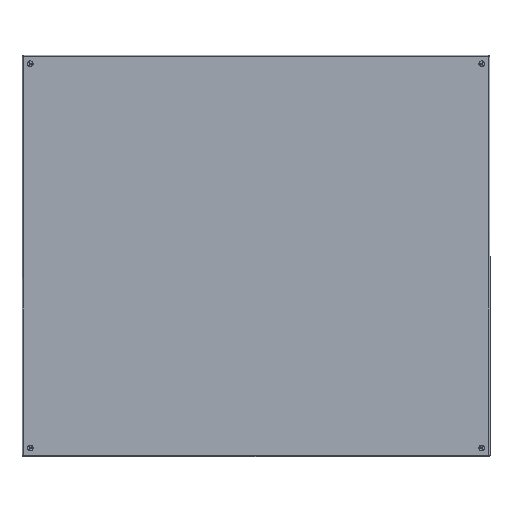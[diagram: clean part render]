
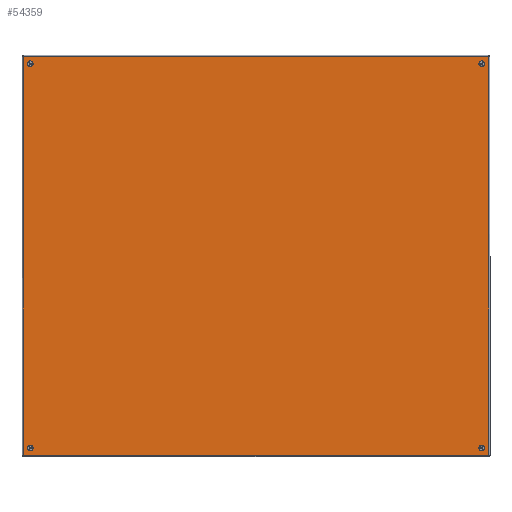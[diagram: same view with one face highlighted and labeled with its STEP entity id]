
A CAD part, top view. The second image highlights one B-rep face of the part: STEP entity #54359.
In plain terms, the highlighted face is planar.
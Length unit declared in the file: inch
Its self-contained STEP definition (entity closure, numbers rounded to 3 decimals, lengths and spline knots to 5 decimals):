
#3057 = DIRECTION ( 'NONE',  ( 0., 1., 0. ) ) ;
#3358 = CIRCLE ( 'NONE', #69290, 0.25 ) ;
#4781 = CARTESIAN_POINT ( 'NONE',  ( 0., 41.25, 17.25 ) ) ;
#6276 = CIRCLE ( 'NONE', #74298, 0.25 ) ;
#8620 = VERTEX_POINT ( 'NONE', #19573 ) ;
#9653 = CARTESIAN_POINT ( 'NONE',  ( 0., 0.5, -17.25 ) ) ;
#10066 = CARTESIAN_POINT ( 'NONE',  ( 0., 0.5, 17.25 ) ) ;
#11538 = CIRCLE ( 'NONE', #79638, 0.25 ) ;
#11785 = DIRECTION ( 'NONE',  ( 1., 0., 0. ) ) ;
#11803 = ORIENTED_EDGE ( 'NONE', *, *, #82587, .T. ) ;
#12861 = EDGE_CURVE ( 'NONE', #8620, #21053, #42861, .T. ) ;
#13542 = EDGE_CURVE ( 'NONE', #109515, #70828, #107801, .T. ) ;
#13593 = EDGE_LOOP ( 'NONE', ( #33762, #33710, #104261, #11803 ) ) ;
#15160 = EDGE_CURVE ( 'NONE', #21053, #8620, #61186, .T. ) ;
#17083 = DIRECTION ( 'NONE',  ( 1., 0., 0. ) ) ;
#17382 = EDGE_CURVE ( 'NONE', #109273, #64925, #6276, .T. ) ;
#17814 = VERTEX_POINT ( 'NONE', #88952 ) ;
#18216 = DIRECTION ( 'NONE',  ( 0., 0., 1. ) ) ;
#19573 = CARTESIAN_POINT ( 'NONE',  ( 0., 1., 17.25 ) ) ;
#19730 = DIRECTION ( 'NONE',  ( 0., 1., 0. ) ) ;
#20275 = ORIENTED_EDGE ( 'NONE', *, *, #70209, .T. ) ;
#20489 = DIRECTION ( 'NONE',  ( 1., 0., 0. ) ) ;
#21053 = VERTEX_POINT ( 'NONE', #10066 ) ;
#21079 = VECTOR ( 'NONE', #18216, 39.37008 ) ;
#22272 = CARTESIAN_POINT ( 'NONE',  ( 0., 0.75, 17.25 ) ) ;
#23207 = CIRCLE ( 'NONE', #116711, 0.25 ) ;
#25189 = CARTESIAN_POINT ( 'NONE',  ( 0., 41.5, -17.25 ) ) ;
#32105 = AXIS2_PLACEMENT_3D ( 'NONE', #35229, #98013, #80395 ) ;
#32127 = VERTEX_POINT ( 'NONE', #93864 ) ;
#32254 = DIRECTION ( 'NONE',  ( 0., 1., 0. ) ) ;
#33710 = ORIENTED_EDGE ( 'NONE', *, *, #63538, .T. ) ;
#33762 = ORIENTED_EDGE ( 'NONE', *, *, #44997, .T. ) ;
#35229 = CARTESIAN_POINT ( 'NONE',  ( 0., 41.25, 17.25 ) ) ;
#36599 = ORIENTED_EDGE ( 'NONE', *, *, #15160, .T. ) ;
#36774 = DIRECTION ( 'NONE',  ( 0., -1., 0. ) ) ;
#37536 = AXIS2_PLACEMENT_3D ( 'NONE', #79211, #115172, #32254 ) ;
#38620 = AXIS2_PLACEMENT_3D ( 'NONE', #97340, #107115, #97949 ) ;
#40811 = VERTEX_POINT ( 'NONE', #112184 ) ;
#41838 = DIRECTION ( 'NONE',  ( 0., 1., 0. ) ) ;
#42861 = CIRCLE ( 'NONE', #97308, 0.25 ) ;
#44997 = EDGE_CURVE ( 'NONE', #17814, #32127, #97143, .T. ) ;
#46549 = LINE ( 'NONE', #73382, #64347 ) ;
#48098 = ORIENTED_EDGE ( 'NONE', *, *, #73778, .T. ) ;
#48469 = DIRECTION ( 'NONE',  ( 0., 1., 0. ) ) ;
#48621 = VECTOR ( 'NONE', #19730, 39.37008 ) ;
#49292 = FACE_BOUND ( 'NONE', #56869, .T. ) ;
#51596 = EDGE_CURVE ( 'NONE', #90580, #40811, #23207, .T. ) ;
#51737 = ORIENTED_EDGE ( 'NONE', *, *, #17382, .T. ) ;
#54359 = ADVANCED_FACE ( 'NONE', ( #59668, #96219, #49292, #86538, #105980 ), #69957, .T. ) ;
#56869 = EDGE_LOOP ( 'NONE', ( #57776, #57818 ) ) ;
#57776 = ORIENTED_EDGE ( 'NONE', *, *, #112546, .T. ) ;
#57778 = EDGE_CURVE ( 'NONE', #118895, #106003, #117976, .T. ) ;
#57818 = ORIENTED_EDGE ( 'NONE', *, *, #51596, .T. ) ;
#58795 = CARTESIAN_POINT ( 'NONE',  ( 0., 0.75, 17.25 ) ) ;
#59668 = FACE_OUTER_BOUND ( 'NONE', #13593, .T. ) ;
#60744 = CARTESIAN_POINT ( 'NONE',  ( 0., 41.5, 17.25 ) ) ;
#61186 = CIRCLE ( 'NONE', #94276, 0.25 ) ;
#62119 = DIRECTION ( 'NONE',  ( 0., 1., 0. ) ) ;
#63538 = EDGE_CURVE ( 'NONE', #32127, #109515, #46549, .T. ) ;
#64347 = VECTOR ( 'NONE', #36774, 39.37008 ) ;
#64925 = VERTEX_POINT ( 'NONE', #25189 ) ;
#66572 = CARTESIAN_POINT ( 'NONE',  ( 0., 41.25, -17.25 ) ) ;
#67613 = ORIENTED_EDGE ( 'NONE', *, *, #12861, .T. ) ;
#67772 = LINE ( 'NONE', #93446, #48621 ) ;
#69290 = AXIS2_PLACEMENT_3D ( 'NONE', #4781, #89385, #41838 ) ;
#69912 = CARTESIAN_POINT ( 'NONE',  ( 0., 41., -17.25 ) ) ;
#69957 = PLANE ( 'NONE',  #37536 ) ;
#70209 = EDGE_CURVE ( 'NONE', #106003, #118895, #3358, .T. ) ;
#70828 = VERTEX_POINT ( 'NONE', #92739 ) ;
#71778 = EDGE_LOOP ( 'NONE', ( #67613, #36599 ) ) ;
#73382 = CARTESIAN_POINT ( 'NONE',  ( 0., 21., -17.892 ) ) ;
#73778 = EDGE_CURVE ( 'NONE', #64925, #109273, #11538, .T. ) ;
#74298 = AXIS2_PLACEMENT_3D ( 'NONE', #66572, #11785, #102579 ) ;
#79211 = CARTESIAN_POINT ( 'NONE',  ( 0., 21., 0. ) ) ;
#79638 = AXIS2_PLACEMENT_3D ( 'NONE', #113322, #86455, #3057 ) ;
#80395 = DIRECTION ( 'NONE',  ( 0., 1., 0. ) ) ;
#81433 = ORIENTED_EDGE ( 'NONE', *, *, #57778, .T. ) ;
#82587 = EDGE_CURVE ( 'NONE', #70828, #17814, #67772, .T. ) ;
#86455 = DIRECTION ( 'NONE',  ( 1., 0., 0. ) ) ;
#86538 = FACE_BOUND ( 'NONE', #120549, .T. ) ;
#86915 = DIRECTION ( 'NONE',  ( 1., 0., 0. ) ) ;
#88041 = CARTESIAN_POINT ( 'NONE',  ( 0., 41.892, 0. ) ) ;
#88952 = CARTESIAN_POINT ( 'NONE',  ( 0., 41.892, 17.892 ) ) ;
#89385 = DIRECTION ( 'NONE',  ( 1., 0., 0. ) ) ;
#90580 = VERTEX_POINT ( 'NONE', #9653 ) ;
#91207 = CIRCLE ( 'NONE', #38620, 0.25 ) ;
#92739 = CARTESIAN_POINT ( 'NONE',  ( 0., 0.108, 17.892 ) ) ;
#93446 = CARTESIAN_POINT ( 'NONE',  ( 0., 21., 17.892 ) ) ;
#93864 = CARTESIAN_POINT ( 'NONE',  ( 0., 41.892, -17.892 ) ) ;
#94276 = AXIS2_PLACEMENT_3D ( 'NONE', #58795, #20489, #48469 ) ;
#96219 = FACE_BOUND ( 'NONE', #108477, .T. ) ;
#97143 = LINE ( 'NONE', #88041, #113932 ) ;
#97308 = AXIS2_PLACEMENT_3D ( 'NONE', #22272, #86915, #105149 ) ;
#97340 = CARTESIAN_POINT ( 'NONE',  ( 0., 0.75, -17.25 ) ) ;
#97748 = DIRECTION ( 'NONE',  ( 0., 0., -1. ) ) ;
#97949 = DIRECTION ( 'NONE',  ( 0., 1., 0. ) ) ;
#98013 = DIRECTION ( 'NONE',  ( 1., 0., 0. ) ) ;
#98585 = CARTESIAN_POINT ( 'NONE',  ( 0., 41., 17.25 ) ) ;
#100503 = CARTESIAN_POINT ( 'NONE',  ( 0., 0.75, -17.25 ) ) ;
#102579 = DIRECTION ( 'NONE',  ( 0., 1., 0. ) ) ;
#102857 = CARTESIAN_POINT ( 'NONE',  ( 0., 0.108, 0. ) ) ;
#104261 = ORIENTED_EDGE ( 'NONE', *, *, #13542, .T. ) ;
#105149 = DIRECTION ( 'NONE',  ( 0., 1., 0. ) ) ;
#105980 = FACE_BOUND ( 'NONE', #71778, .T. ) ;
#106003 = VERTEX_POINT ( 'NONE', #60744 ) ;
#107115 = DIRECTION ( 'NONE',  ( 1., 0., 0. ) ) ;
#107801 = LINE ( 'NONE', #102857, #21079 ) ;
#108477 = EDGE_LOOP ( 'NONE', ( #48098, #51737 ) ) ;
#109273 = VERTEX_POINT ( 'NONE', #69912 ) ;
#109515 = VERTEX_POINT ( 'NONE', #110066 ) ;
#110066 = CARTESIAN_POINT ( 'NONE',  ( 0., 0.108, -17.892 ) ) ;
#112184 = CARTESIAN_POINT ( 'NONE',  ( 0., 1., -17.25 ) ) ;
#112546 = EDGE_CURVE ( 'NONE', #40811, #90580, #91207, .T. ) ;
#113322 = CARTESIAN_POINT ( 'NONE',  ( 0., 41.25, -17.25 ) ) ;
#113932 = VECTOR ( 'NONE', #97748, 39.37008 ) ;
#115172 = DIRECTION ( 'NONE',  ( -1., 0., 0. ) ) ;
#116711 = AXIS2_PLACEMENT_3D ( 'NONE', #100503, #17083, #62119 ) ;
#117976 = CIRCLE ( 'NONE', #32105, 0.25 ) ;
#118895 = VERTEX_POINT ( 'NONE', #98585 ) ;
#120549 = EDGE_LOOP ( 'NONE', ( #20275, #81433 ) ) ;
